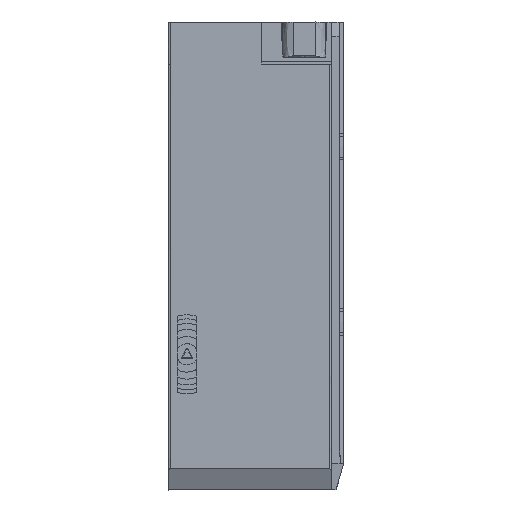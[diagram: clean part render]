
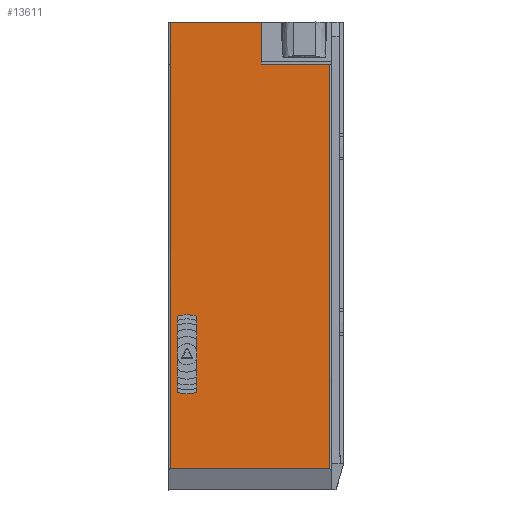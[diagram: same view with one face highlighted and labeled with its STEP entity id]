
A CAD part, top view. The second image highlights one B-rep face of the part: STEP entity #13611.
In plain terms, the highlighted planar face has unit normal (0, 0, 1).
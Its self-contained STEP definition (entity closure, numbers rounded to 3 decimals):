
#1950=(
BOUNDED_CURVE()
B_SPLINE_CURVE(3,(#153751,#153752,#153753,#153754,#153755,#153756,#153757,
#153758,#153759,#153760),.UNSPECIFIED.,.F.,.F.)
B_SPLINE_CURVE_WITH_KNOTS((4,3,3,4),(-62.781,-59.131,
-39.131,-35.481),.UNSPECIFIED.)
CURVE()
GEOMETRIC_REPRESENTATION_ITEM()
RATIONAL_B_SPLINE_CURVE((1.,1.,1.,1.,1.,1.,1.,1.,1.,1.))
REPRESENTATION_ITEM('')
);
#13611=ADVANCED_FACE('',(#16539,#14567),#81018,.T.);
#14567=FACE_BOUND('',#19433,.T.);
#16539=FACE_OUTER_BOUND('',#19432,.T.);
#19432=EDGE_LOOP('',(#31402,#31403,#31404,#31405,#31406,#31407,#31408,#31409));
#19433=EDGE_LOOP('',(#31410,#31411,#31412,#31413,#31414));
#31402=ORIENTED_EDGE('',*,*,#46846,.T.);
#31403=ORIENTED_EDGE('',*,*,#46843,.F.);
#31404=ORIENTED_EDGE('',*,*,#46844,.T.);
#31405=ORIENTED_EDGE('',*,*,#46848,.F.);
#31406=ORIENTED_EDGE('',*,*,#46842,.T.);
#31407=ORIENTED_EDGE('',*,*,#46847,.T.);
#31408=ORIENTED_EDGE('',*,*,#46849,.T.);
#31409=ORIENTED_EDGE('',*,*,#46845,.T.);
#31410=ORIENTED_EDGE('',*,*,#46840,.F.);
#31411=ORIENTED_EDGE('',*,*,#46850,.F.);
#31412=ORIENTED_EDGE('',*,*,#46841,.F.);
#31413=ORIENTED_EDGE('',*,*,#46839,.F.);
#31414=ORIENTED_EDGE('',*,*,#46838,.F.);
#46838=EDGE_CURVE('',#75486,#75487,#60335,.T.);
#46839=EDGE_CURVE('',#75487,#75488,#60336,.T.);
#46840=EDGE_CURVE('',#75490,#75486,#60337,.T.);
#46841=EDGE_CURVE('',#75488,#75489,#60338,.T.);
#46842=EDGE_CURVE('',#75492,#75491,#60339,.T.);
#46843=EDGE_CURVE('',#75494,#75493,#60340,.T.);
#46844=EDGE_CURVE('',#75494,#75495,#60341,.T.);
#46845=EDGE_CURVE('',#75496,#75497,#60342,.T.);
#46846=EDGE_CURVE('',#75497,#75493,#60343,.T.);
#46847=EDGE_CURVE('',#75491,#75498,#60344,.T.);
#46848=EDGE_CURVE('',#75492,#75495,#60345,.T.);
#46849=EDGE_CURVE('',#75498,#75496,#1950,.T.);
#46850=EDGE_CURVE('',#75489,#75490,#60346,.T.);
#60335=B_SPLINE_CURVE_WITH_KNOTS('',3,(#153711,#153712,#153713,#153714),
 .UNSPECIFIED.,.F.,.F.,(4,4),(0.017,0.741),
 .UNSPECIFIED.);
#60336=B_SPLINE_CURVE_WITH_KNOTS('',1,(#153715,#153716),.UNSPECIFIED.,.F.,
 .F.,(2,2),(42.921,56.344),.UNSPECIFIED.);
#60337=B_SPLINE_CURVE_WITH_KNOTS('',3,(#153717,#153718,#153719,#153720),
 .UNSPECIFIED.,.F.,.F.,(4,4),(1.017,1.741),
 .UNSPECIFIED.);
#60338=B_SPLINE_CURVE_WITH_KNOTS('',3,(#153721,#153722,#153723,#153724),
 .UNSPECIFIED.,.F.,.F.,(4,4),(1.041,2.504),
 .UNSPECIFIED.);
#60339=B_SPLINE_CURVE_WITH_KNOTS('',3,(#153725,#153726,#153727,#153728),
 .UNSPECIFIED.,.F.,.F.,(4,4),(696.1,703.3),
 .UNSPECIFIED.);
#60340=B_SPLINE_CURVE_WITH_KNOTS('',3,(#153729,#153730,#153731,#153732),
 .UNSPECIFIED.,.F.,.F.,(4,4),(-688.3,-687.9),
 .UNSPECIFIED.);
#60341=B_SPLINE_CURVE_WITH_KNOTS('',3,(#153733,#153734,#153735,#153736),
 .UNSPECIFIED.,.F.,.F.,(4,4),(688.3,695.1),
 .UNSPECIFIED.);
#60342=B_SPLINE_CURVE_WITH_KNOTS('',1,(#153737,#153738),.UNSPECIFIED.,.F.,
 .F.,(2,2),(0.,69.2),.UNSPECIFIED.);
#60343=B_SPLINE_CURVE_WITH_KNOTS('',3,(#153739,#153740,#153741,#153742),
 .UNSPECIFIED.,.F.,.F.,(4,4),(676.2,687.9),
 .UNSPECIFIED.);
#60344=B_SPLINE_CURVE_WITH_KNOTS('',3,(#153743,#153744,#153745,#153746),
 .UNSPECIFIED.,.F.,.F.,(4,4),(703.3,762.632),
 .UNSPECIFIED.);
#60345=B_SPLINE_CURVE_WITH_KNOTS('',3,(#153747,#153748,#153749,#153750),
 .UNSPECIFIED.,.F.,.F.,(4,4),(-696.1,-695.1),
 .UNSPECIFIED.);
#60346=B_SPLINE_CURVE_WITH_KNOTS('',1,(#153761,#153762),.UNSPECIFIED.,.F.,
 .F.,(2,2),(-56.344,-42.921),.UNSPECIFIED.);
#75486=VERTEX_POINT('',#153698);
#75487=VERTEX_POINT('',#153699);
#75488=VERTEX_POINT('',#153700);
#75489=VERTEX_POINT('',#153701);
#75490=VERTEX_POINT('',#153702);
#75491=VERTEX_POINT('',#153703);
#75492=VERTEX_POINT('',#153704);
#75493=VERTEX_POINT('',#153705);
#75494=VERTEX_POINT('',#153706);
#75495=VERTEX_POINT('',#153707);
#75496=VERTEX_POINT('',#153708);
#75497=VERTEX_POINT('',#153709);
#75498=VERTEX_POINT('',#153710);
#81018=PLANE('',#82661);
#82661=AXIS2_PLACEMENT_3D('',#153697,#84287,$);
#84287=DIRECTION('',(0.,0.,1.));
#153697=CARTESIAN_POINT('',(400.178,-1432.58,118.142));
#153698=CARTESIAN_POINT('',(403.351,-1405.499,118.142));
#153699=CARTESIAN_POINT('',(402.631,-1405.537,118.142));
#153700=CARTESIAN_POINT('',(402.631,-1418.96,118.142));
#153701=CARTESIAN_POINT('',(404.071,-1418.96,118.142));
#153702=CARTESIAN_POINT('',(404.071,-1405.537,118.142));
#153703=CARTESIAN_POINT('',(400.451,-1362.616,118.142));
#153704=CARTESIAN_POINT('',(400.451,-1355.416,118.142));
#153705=CARTESIAN_POINT('',(416.051,-1362.616,118.142));
#153706=CARTESIAN_POINT('',(416.051,-1362.216,118.142));
#153707=CARTESIAN_POINT('',(416.051,-1355.416,118.142));
#153708=CARTESIAN_POINT('',(427.751,-1431.816,118.142));
#153709=CARTESIAN_POINT('',(427.751,-1362.616,118.142));
#153710=CARTESIAN_POINT('',(400.451,-1431.816,118.142));
#153711=CARTESIAN_POINT('',(403.351,-1405.499,118.142));
#153712=CARTESIAN_POINT('',(403.11,-1405.499,118.142));
#153713=CARTESIAN_POINT('',(402.87,-1405.511,118.142));
#153714=CARTESIAN_POINT('',(402.631,-1405.537,118.142));
#153715=CARTESIAN_POINT('',(402.631,-1405.537,118.142));
#153716=CARTESIAN_POINT('',(402.631,-1418.96,118.142));
#153717=CARTESIAN_POINT('',(404.071,-1405.537,118.142));
#153718=CARTESIAN_POINT('',(403.832,-1405.511,118.142));
#153719=CARTESIAN_POINT('',(403.592,-1405.499,118.142));
#153720=CARTESIAN_POINT('',(403.351,-1405.499,118.142));
#153721=CARTESIAN_POINT('',(402.631,-1418.96,118.142));
#153722=CARTESIAN_POINT('',(403.11,-1419.011,118.142));
#153723=CARTESIAN_POINT('',(403.592,-1419.011,118.142));
#153724=CARTESIAN_POINT('',(404.071,-1418.96,118.142));
#153725=CARTESIAN_POINT('',(400.451,-1355.416,118.142));
#153726=CARTESIAN_POINT('',(400.451,-1357.816,118.142));
#153727=CARTESIAN_POINT('',(400.451,-1360.216,118.142));
#153728=CARTESIAN_POINT('',(400.451,-1362.616,118.142));
#153729=CARTESIAN_POINT('',(416.051,-1362.216,118.142));
#153730=CARTESIAN_POINT('',(416.051,-1362.349,118.142));
#153731=CARTESIAN_POINT('',(416.051,-1362.482,118.142));
#153732=CARTESIAN_POINT('',(416.051,-1362.616,118.142));
#153733=CARTESIAN_POINT('',(416.051,-1362.216,118.142));
#153734=CARTESIAN_POINT('',(416.051,-1359.949,118.142));
#153735=CARTESIAN_POINT('',(416.051,-1357.682,118.142));
#153736=CARTESIAN_POINT('',(416.051,-1355.416,118.142));
#153737=CARTESIAN_POINT('',(427.751,-1431.816,118.142));
#153738=CARTESIAN_POINT('',(427.751,-1362.616,118.142));
#153739=CARTESIAN_POINT('',(427.751,-1362.616,118.142));
#153740=CARTESIAN_POINT('',(423.851,-1362.616,118.142));
#153741=CARTESIAN_POINT('',(419.951,-1362.616,118.142));
#153742=CARTESIAN_POINT('',(416.051,-1362.616,118.142));
#153743=CARTESIAN_POINT('',(400.451,-1362.616,118.142));
#153744=CARTESIAN_POINT('',(400.451,-1385.682,118.142));
#153745=CARTESIAN_POINT('',(400.451,-1408.749,118.142));
#153746=CARTESIAN_POINT('',(400.451,-1431.816,118.142));
#153747=CARTESIAN_POINT('',(400.451,-1355.416,118.142));
#153748=CARTESIAN_POINT('',(405.651,-1355.416,118.142));
#153749=CARTESIAN_POINT('',(410.851,-1355.416,118.142));
#153750=CARTESIAN_POINT('',(416.051,-1355.416,118.142));
#153751=CARTESIAN_POINT('',(400.451,-1431.816,118.142));
#153752=CARTESIAN_POINT('',(401.668,-1431.816,118.142));
#153753=CARTESIAN_POINT('',(402.884,-1431.816,118.142));
#153754=CARTESIAN_POINT('',(404.101,-1431.816,118.142));
#153755=CARTESIAN_POINT('',(410.768,-1431.816,118.142));
#153756=CARTESIAN_POINT('',(417.434,-1431.816,118.142));
#153757=CARTESIAN_POINT('',(424.101,-1431.816,118.142));
#153758=CARTESIAN_POINT('',(425.318,-1431.816,118.142));
#153759=CARTESIAN_POINT('',(426.534,-1431.816,118.142));
#153760=CARTESIAN_POINT('',(427.751,-1431.816,118.142));
#153761=CARTESIAN_POINT('',(404.071,-1418.96,118.142));
#153762=CARTESIAN_POINT('',(404.071,-1405.537,118.142));
